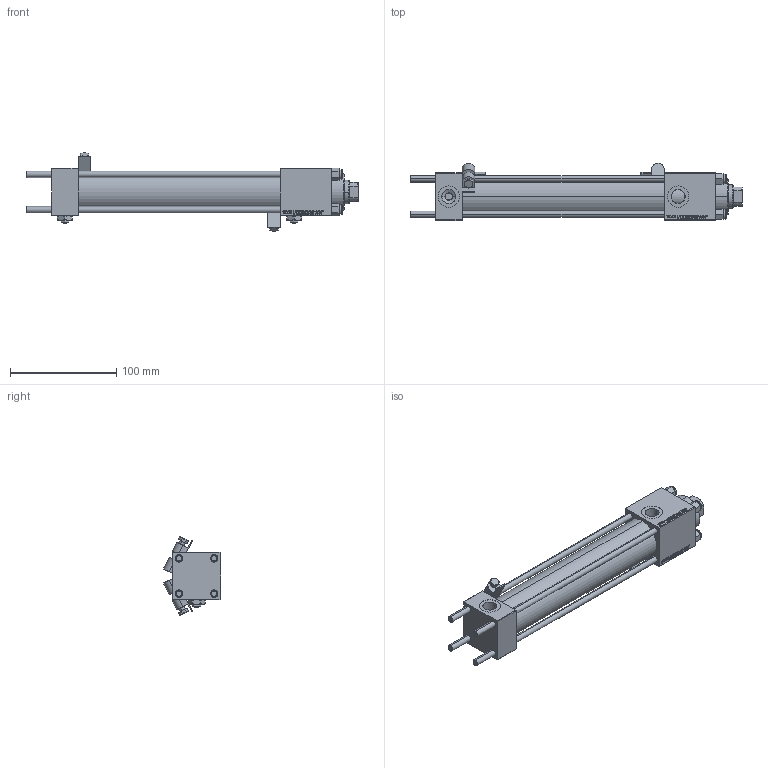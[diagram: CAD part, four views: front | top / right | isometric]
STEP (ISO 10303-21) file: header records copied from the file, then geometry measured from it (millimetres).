
FILE_DESCRIPTION (( 'STEP AP203' ), '1' );
FILE_NAME ('e43d.STEP', '2023-08-23T05:18:54', ( '' ), ( '' ), 'SwSTEP 2.0', 'SolidWorks 2019', '' );
FILE_SCHEMA (( 'CONFIG_CONTROL_DESIGN' ));
Length unit declared in the file: millimetre
Products named in the file (8): NUT_M5 868b61bc9b4cece4f3276e13066a72e3; CR025_012_A_0_G_A_G_M_020_+#_##_TYCINKA 868b61bc9b4cece4f3276e13066a72e3; Zatka_pro_OIL_PORT 868b61bc9b4cece4f3276e13066a72e3; e43d; V215CR_VCP 868b61bc9b4cece4f3276e13066a72e3; MSRF_MSRG1 868b61bc9b4cece4f3276e13066a72e3; V215CR_BODY_A 868b61bc9b4cece4f3276e13066a72e3; V215_VC_A 868b61bc9b4cece4f3276e13066a72e3
Assembly tree (15 placements, depth 2):
  e43d
    V215CR_BODY_A 868b61bc9b4cece4f3276e13066a72e3
    CR025_012_A_0_G_A_G_M_020_+#_##_TYCINKA 868b61bc9b4cece4f3276e13066a72e3  x4
    NUT_M5 868b61bc9b4cece4f3276e13066a72e3  x4
    V215CR_VCP 868b61bc9b4cece4f3276e13066a72e3
    V215_VC_A 868b61bc9b4cece4f3276e13066a72e3
    MSRF_MSRG1 868b61bc9b4cece4f3276e13066a72e3  x2
    Zatka_pro_OIL_PORT 868b61bc9b4cece4f3276e13066a72e3  x2
Bounding box: 312 x 53.66 x 74.05 mm (x, y, z)
Volume: 334908 mm3; surface area: 134099 mm2
Topology: 15 solids, 15 shells, 1296 faces, 3236 edges, 2087 vertices
Faces by surface type: plane 602, bspline 392, cone 178, cylinder 116, torus 8
Entity records: 52940 total; most frequent: CARTESIAN_POINT 27846, ORIENTED_EDGE 5622, DIRECTION 3629, EDGE_CURVE 2811, VERTEX_POINT 1837, VECTOR 1687, LINE 1687, EDGE_LOOP 1238
